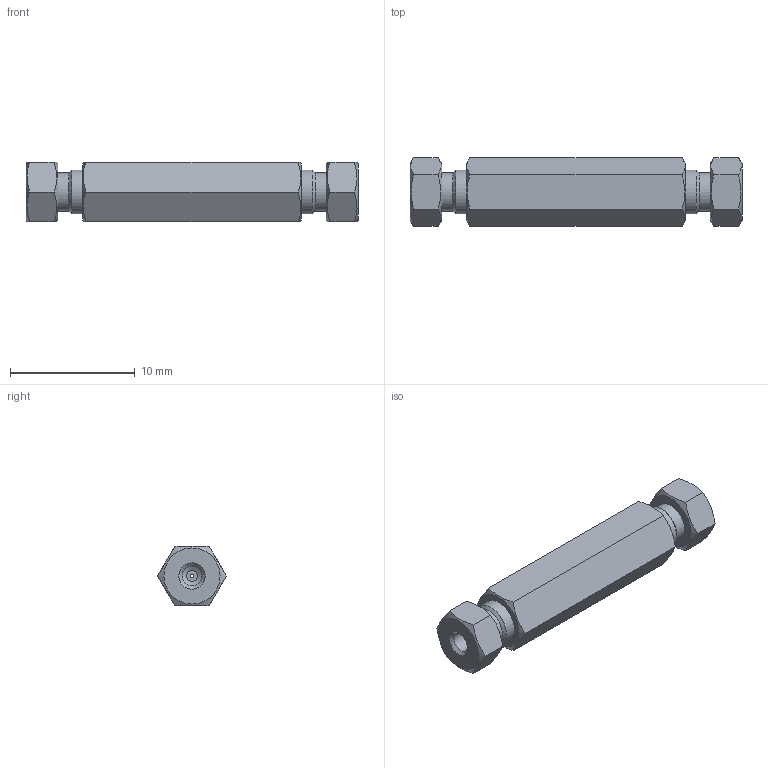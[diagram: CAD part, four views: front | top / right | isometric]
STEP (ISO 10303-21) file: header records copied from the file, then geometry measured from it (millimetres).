
FILE_DESCRIPTION((''),'2;1');
FILE_NAME('305100-ZU.5 Internal union.stp','2013-08-23T15:22:32',('Franzp'),(''),'Autodesk Inventor 2013','Autodesk Inventor 2013','');
FILE_SCHEMA(('AUTOMOTIVE_DESIGN { 1 0 10303 214 1 1 1 1 }'));
Length unit declared in the file: millimetre
Products named in the file (1): 305100_Shrinkwrap_1
Bounding box: 26.59 x 5.5 x 4.76 mm (x, y, z)
Surface area: 615.6 mm2 (no closed solid volume)
Topology: 0 solids, 5 shells, 46 faces, 106 edges, 68 vertices
Faces by surface type: plane 26, cone 14, cylinder 6
Full cylindrical faces by diameter (mm): 1.575 x2, 3.073 x2, 3.505 x2
Entity records: 1231 total; most frequent: CARTESIAN_POINT 269, DIRECTION 172, ORIENTED_EDGE 158, EDGE_CURVE 84, AXIS2_PLACEMENT_3D 77, EDGE_LOOP 74, VERTEX_POINT 66, FACE_OUTER_BOUND 46
